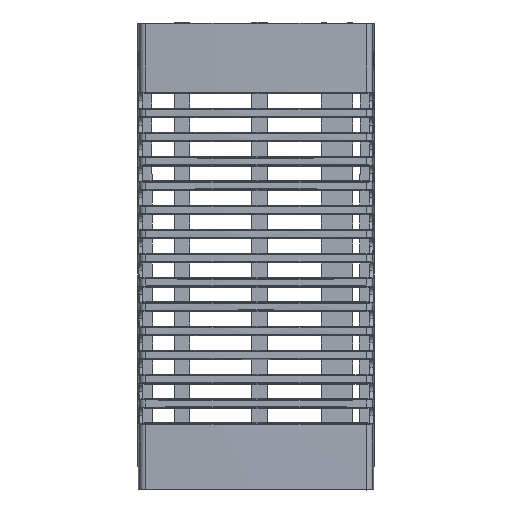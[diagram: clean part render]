
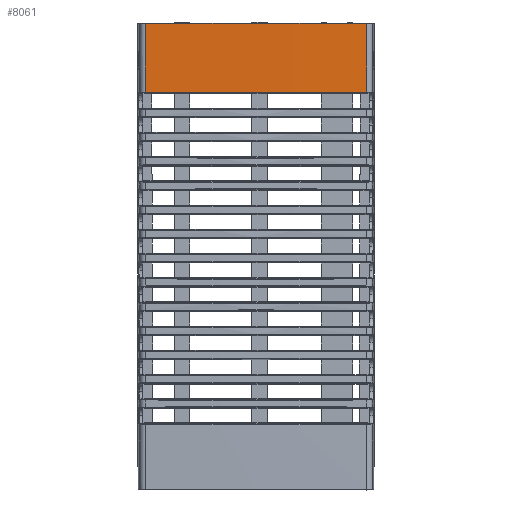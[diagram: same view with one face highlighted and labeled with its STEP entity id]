
A CAD part, front view. The second image highlights one B-rep face of the part: STEP entity #8061.
In plain terms, the highlighted cylindrical face has radius 500.2 mm (diameter 1000.4 mm), a partial arc.
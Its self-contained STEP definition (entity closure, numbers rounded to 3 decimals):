
#2849 = EDGE_CURVE ( 'NONE', #32296, #52321, #45950, .T. ) ;
#3243 = CARTESIAN_POINT ( 'NONE',  ( 18.616, -44.548, 39.853 ) ) ;
#4123 = EDGE_LOOP ( 'NONE', ( #6015, #26543, #69359, #76932 ) ) ;
#6015 = ORIENTED_EDGE ( 'NONE', *, *, #2849, .T. ) ;
#8061 = ADVANCED_FACE ( 'NONE', ( #31225 ), #40270, .T. ) ;
#8877 = CARTESIAN_POINT ( 'NONE',  ( -0.14, 455.3, 39.853 ) ) ;
#9691 = DIRECTION ( 'NONE',  ( 0., 0., 1. ) ) ;
#9898 = VERTEX_POINT ( 'NONE', #80052 ) ;
#10177 = CARTESIAN_POINT ( 'NONE',  ( -0.14, 455.3, 27.698 ) ) ;
#10551 = CARTESIAN_POINT ( 'NONE',  ( -18.895, -44.548, 39.853 ) ) ;
#12008 = VECTOR ( 'NONE', #39759, 1000. ) ;
#14764 = EDGE_CURVE ( 'NONE', #9898, #28108, #28263, .T. ) ;
#14940 = DIRECTION ( 'NONE',  ( 0., 0., 1. ) ) ;
#16016 = DIRECTION ( 'NONE',  ( 0.039, -0.992, 0.122 ) ) ;
#16163 = DIRECTION ( 'NONE',  ( 1., 0., 0. ) ) ;
#17074 = AXIS2_PLACEMENT_3D ( 'NONE', #48498, #66872, #16016 ) ;
#25306 = CARTESIAN_POINT ( 'NONE',  ( 18.616, -44.548, 28.198 ) ) ;
#26543 = ORIENTED_EDGE ( 'NONE', *, *, #42056, .F. ) ;
#27412 = CARTESIAN_POINT ( 'NONE',  ( 18.616, -44.548, 28.198 ) ) ;
#27980 = CIRCLE ( 'NONE', #81714, 500.2 ) ;
#28108 = VERTEX_POINT ( 'NONE', #10551 ) ;
#28263 = LINE ( 'NONE', #38916, #12008 ) ;
#28510 = EDGE_CURVE ( 'NONE', #32296, #9898, #62760, .T. ) ;
#31225 = FACE_OUTER_BOUND ( 'NONE', #4123, .T. ) ;
#32296 = VERTEX_POINT ( 'NONE', #25306 ) ;
#38916 = CARTESIAN_POINT ( 'NONE',  ( -18.895, -44.548, 28.198 ) ) ;
#39759 = DIRECTION ( 'NONE',  ( 0., 0., 1. ) ) ;
#40270 = CYLINDRICAL_SURFACE ( 'NONE', #44185, 500.2 ) ;
#42056 = EDGE_CURVE ( 'NONE', #28108, #52321, #27980, .T. ) ;
#44185 = AXIS2_PLACEMENT_3D ( 'NONE', #10177, #80900, #16163 ) ;
#45950 = LINE ( 'NONE', #27412, #76320 ) ;
#48498 = CARTESIAN_POINT ( 'NONE',  ( -0.14, 447.87, -32.319 ) ) ;
#52321 = VERTEX_POINT ( 'NONE', #3243 ) ;
#54933 = DIRECTION ( 'NONE',  ( 1., 0., 0. ) ) ;
#62760 = CIRCLE ( 'NONE', #17074, 496.477 ) ;
#66872 = DIRECTION ( 'NONE',  ( 0., -0.122, -0.993 ) ) ;
#69359 = ORIENTED_EDGE ( 'NONE', *, *, #14764, .F. ) ;
#76320 = VECTOR ( 'NONE', #14940, 1000. ) ;
#76932 = ORIENTED_EDGE ( 'NONE', *, *, #28510, .F. ) ;
#80052 = CARTESIAN_POINT ( 'NONE',  ( -18.895, -44.548, 28.198 ) ) ;
#80900 = DIRECTION ( 'NONE',  ( 0., 0., 1. ) ) ;
#81714 = AXIS2_PLACEMENT_3D ( 'NONE', #8877, #9691, #54933 ) ;
